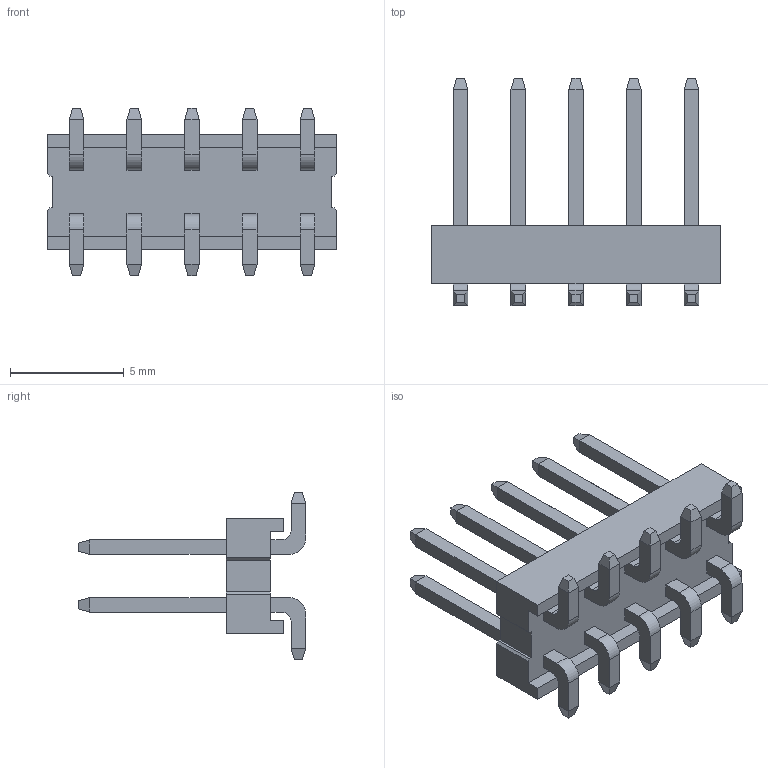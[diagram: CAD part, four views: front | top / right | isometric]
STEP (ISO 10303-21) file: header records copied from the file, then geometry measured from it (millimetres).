
FILE_DESCRIPTION(/* description */ ('STEP AP214'),/* implementation_level */ '2;1');
FILE_NAME(/* name */ 'BG050-10A-0-0650-0737-0350-L-B',/* time_stamp */ '2023-11-24T03:57:13+01:00',/* author */ ('License CC BY-ND 4.0'),/* organization */ ('CADENAS'),/* preprocessor_version */ 'ST-DEVELOPER v19.3',/* originating_system */ 'PARTsolutions',/* authorisation */ ' ');
FILE_SCHEMA (('AUTOMOTIVE_DESIGN {1 0 10303 214 3 1 1}'));
Length unit declared in the file: millimetre
Products named in the file (3): BG050-10A-0-0650-0737-0350-L-B; BG050-10A-0-0650-0737-0350-L-B_P; BG050-10A-0-0650-0737-0350-L-B_H
Assembly tree (11 placements, depth 2):
  BG050-10A-0-0650-0737-0350-L-B
    BG050-10A-0-0650-0737-0350-L-B_P  x10
    BG050-10A-0-0650-0737-0350-L-B_H
Bounding box: 12.7 x 10 x 7.37 mm (x, y, z)
Volume: 172.6 mm3; surface area: 573.9 mm2
Topology: 11 solids, 11 shells, 242 faces, 580 edges, 360 vertices
Faces by surface type: plane 222, cylinder 20
Entity records: 2672 total; most frequent: CARTESIAN_POINT 456, ORIENTED_EDGE 440, DIRECTION 408, EDGE_CURVE 220, LINE 216, VECTOR 216, VERTEX_POINT 144, EDGE_LOOP 100
